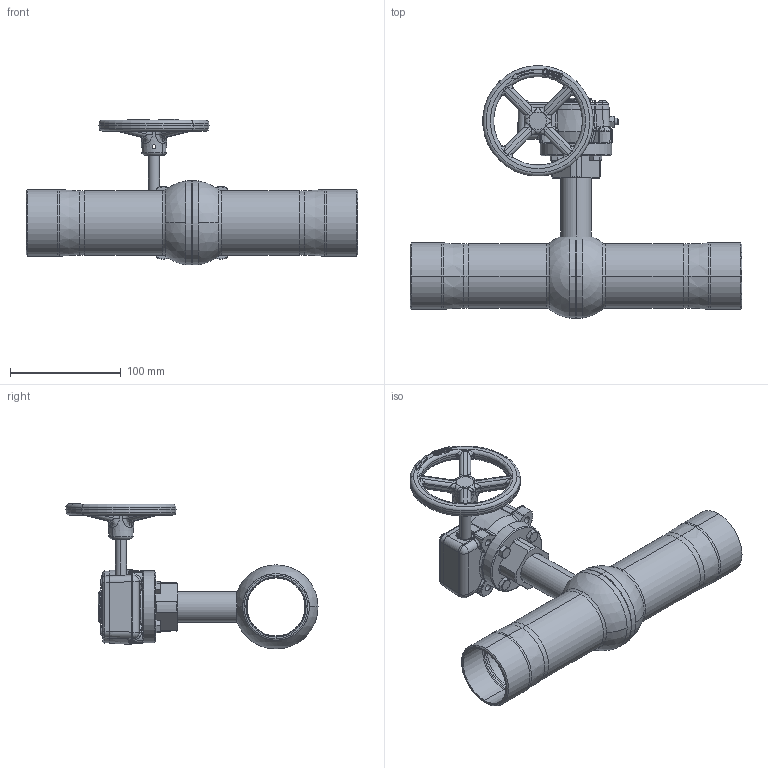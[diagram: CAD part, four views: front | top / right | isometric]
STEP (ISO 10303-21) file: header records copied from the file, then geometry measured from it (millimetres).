
FILE_DESCRIPTION (( 'STEP AP214' ), '1' );
FILE_NAME ('8500240050 480.step', '2025-05-29T08:10:48', ( '' ), ( '' ), 'SwSTEP 2.0', 'SolidWorks 2023', '' );
FILE_SCHEMA (( 'AUTOMOTIVE_DESIGN' ));
Length unit declared in the file: millimetre
Products named in the file (1): 8500240050 480
Bounding box: 300 x 228.08 x 132.05 mm (x, y, z)
Surface area: 126710.9 mm2 (no closed solid volume)
Topology: 0 solids, 17 shells, 920 faces, 2531 edges, 1592 vertices
Faces by surface type: plane 297, bspline 210, cylinder 163, cone 154, torus 70, sphere 26
Entity records: 44240 total; most frequent: CARTESIAN_POINT 23090, ORIENTED_EDGE 4591, DIRECTION 3993, EDGE_CURVE 2531, VERTEX_POINT 1592, AXIS2_PLACEMENT_3D 1553, EDGE_LOOP 978, ADVANCED_FACE 920
